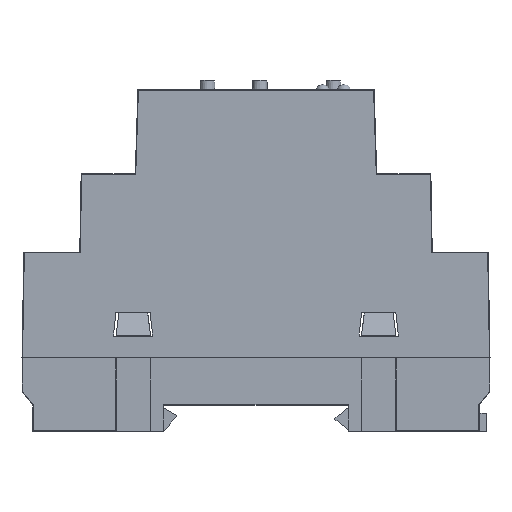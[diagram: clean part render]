
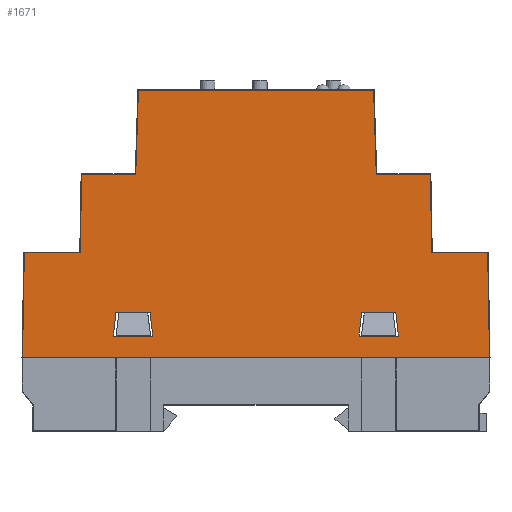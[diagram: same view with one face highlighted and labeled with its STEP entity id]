
A CAD part, left-side view. The second image highlights one B-rep face of the part: STEP entity #1671.
In plain terms, the highlighted planar face has unit normal (-1, 0, 0).
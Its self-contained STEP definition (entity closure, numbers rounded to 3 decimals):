
#1671=ADVANCED_FACE('',(#11034,#11036,#11038),#11040,.T.);
#11034=FACE_BOUND('',#11035,.T.);
#11035=EDGE_LOOP('',(#18590,#18591,#18592,#18593,#18594,#18595,#18596,#18597,#18598,
#18599,#18600,#18601,#18602,#18603));
#11036=FACE_BOUND('',#11037,.T.);
#11037=EDGE_LOOP('',(#18604,#18605,#18606,#18607));
#11038=FACE_BOUND('',#11039,.T.);
#11039=EDGE_LOOP('',(#18608,#18609,#18610,#18611));
#11040=PLANE('',#11041);
#11041=AXIS2_PLACEMENT_3D('',#11042,#11043,#11044);
#11042=CARTESIAN_POINT('',(-52.,44.571,0.));
#11043=DIRECTION('',(-1.,0.,0.));
#11044=DIRECTION('',(0.,-1.,0.));
#18590=ORIENTED_EDGE('',*,*,#24379,.T.);
#18591=ORIENTED_EDGE('',*,*,#24380,.T.);
#18592=ORIENTED_EDGE('',*,*,#24381,.F.);
#18593=ORIENTED_EDGE('',*,*,#24382,.T.);
#18594=ORIENTED_EDGE('',*,*,#24383,.F.);
#18595=ORIENTED_EDGE('',*,*,#24273,.T.);
#18596=ORIENTED_EDGE('',*,*,#24286,.F.);
#18597=ORIENTED_EDGE('',*,*,#24384,.T.);
#18598=ORIENTED_EDGE('',*,*,#24385,.F.);
#18599=ORIENTED_EDGE('',*,*,#24386,.T.);
#18600=ORIENTED_EDGE('',*,*,#24387,.T.);
#18601=ORIENTED_EDGE('',*,*,#24388,.F.);
#18602=ORIENTED_EDGE('',*,*,#24389,.F.);
#18603=ORIENTED_EDGE('',*,*,#24390,.F.);
#18604=ORIENTED_EDGE('',*,*,#24391,.T.);
#18605=ORIENTED_EDGE('',*,*,#24392,.T.);
#18606=ORIENTED_EDGE('',*,*,#24393,.T.);
#18607=ORIENTED_EDGE('',*,*,#24394,.T.);
#18608=ORIENTED_EDGE('',*,*,#24395,.T.);
#18609=ORIENTED_EDGE('',*,*,#24396,.T.);
#18610=ORIENTED_EDGE('',*,*,#24397,.T.);
#18611=ORIENTED_EDGE('',*,*,#24398,.T.);
#24273=EDGE_CURVE('',#26993,#26991,#26994,.T.);
#24286=EDGE_CURVE('',#27014,#26991,#27015,.F.);
#24379=EDGE_CURVE('',#27189,#27190,#27191,.F.);
#24380=EDGE_CURVE('',#27190,#27192,#27193,.T.);
#24381=EDGE_CURVE('',#27194,#27192,#27195,.F.);
#24382=EDGE_CURVE('',#27194,#27196,#27197,.T.);
#24383=EDGE_CURVE('',#26993,#27196,#27198,.F.);
#24384=EDGE_CURVE('',#27014,#27199,#27200,.T.);
#24385=EDGE_CURVE('',#27201,#27199,#27202,.F.);
#24386=EDGE_CURVE('',#27201,#27203,#27204,.T.);
#24387=EDGE_CURVE('',#27203,#27205,#27206,.F.);
#24388=EDGE_CURVE('',#27207,#27205,#27208,.F.);
#24389=EDGE_CURVE('',#27209,#27207,#27210,.T.);
#24390=EDGE_CURVE('',#27189,#27209,#27211,.F.);
#24391=EDGE_CURVE('',#27212,#27213,#27214,.F.);
#24392=EDGE_CURVE('',#27213,#27215,#27216,.F.);
#24393=EDGE_CURVE('',#27215,#27217,#27218,.F.);
#24394=EDGE_CURVE('',#27217,#27212,#27219,.F.);
#24395=EDGE_CURVE('',#27220,#27221,#27222,.F.);
#24396=EDGE_CURVE('',#27221,#27223,#27224,.F.);
#24397=EDGE_CURVE('',#27223,#27225,#27226,.F.);
#24398=EDGE_CURVE('',#27225,#27220,#27227,.F.);
#26991=VERTEX_POINT('',#31543);
#26993=VERTEX_POINT('',#31548);
#26994=LINE('',#31549,#31550);
#27014=VERTEX_POINT('',#31599);
#27015=LINE('',#31600,#31601);
#27189=VERTEX_POINT('',#31980);
#27190=VERTEX_POINT('',#31981);
#27191=LINE('',#31982,#31983);
#27192=VERTEX_POINT('',#31985);
#27193=LINE('',#31986,#31987);
#27194=VERTEX_POINT('',#31989);
#27195=LINE('',#31990,#31991);
#27196=VERTEX_POINT('',#31993);
#27197=LINE('',#31994,#31995);
#27198=LINE('',#31997,#31998);
#27199=VERTEX_POINT('',#32000);
#27200=LINE('',#32001,#32002);
#27201=VERTEX_POINT('',#32004);
#27202=LINE('',#32005,#32006);
#27203=VERTEX_POINT('',#32008);
#27204=LINE('',#32009,#32010);
#27205=VERTEX_POINT('',#32012);
#27206=LINE('',#32013,#32014);
#27207=VERTEX_POINT('',#32016);
#27208=LINE('',#32017,#32018);
#27209=VERTEX_POINT('',#32020);
#27210=LINE('',#32021,#32022);
#27211=LINE('',#32024,#32025);
#27212=VERTEX_POINT('',#32027);
#27213=VERTEX_POINT('',#32028);
#27214=LINE('',#32029,#32030);
#27215=VERTEX_POINT('',#32032);
#27216=LINE('',#32033,#32034);
#27217=VERTEX_POINT('',#32036);
#27218=LINE('',#32037,#32038);
#27219=LINE('',#32040,#32041);
#27220=VERTEX_POINT('',#32043);
#27221=VERTEX_POINT('',#32044);
#27222=LINE('',#32045,#32046);
#27223=VERTEX_POINT('',#32048);
#27224=LINE('',#32049,#32050);
#27225=VERTEX_POINT('',#32052);
#27226=LINE('',#32053,#32054);
#27227=LINE('',#32056,#32057);
#31543=CARTESIAN_POINT('',(-52.,-44.471,0.));
#31548=CARTESIAN_POINT('',(-52.,44.471,0.));
#31549=CARTESIAN_POINT('',(-52.,44.471,0.));
#31550=VECTOR('',#31551,1.);
#31551=DIRECTION('',(0.,-1.,0.));
#31599=CARTESIAN_POINT('',(-52.,-44.124,19.9));
#31600=CARTESIAN_POINT('',(-52.,-44.471,0.));
#31601=VECTOR('',#31602,1.);
#31602=DIRECTION('',(0.,0.017,1.));
#31980=CARTESIAN_POINT('',(-52.,22.9,34.999));
#31981=CARTESIAN_POINT('',(-52.,22.9,34.9));
#31982=CARTESIAN_POINT('',(-52.,22.9,34.9));
#31983=VECTOR('',#31984,1.);
#31984=DIRECTION('',(0.,0.,1.));
#31985=CARTESIAN_POINT('',(-52.,33.211,34.9));
#31986=CARTESIAN_POINT('',(-52.,22.9,34.9));
#31987=VECTOR('',#31988,1.);
#31988=DIRECTION('',(0.,1.,0.));
#31989=CARTESIAN_POINT('',(-52.,33.473,19.9));
#31990=CARTESIAN_POINT('',(-52.,33.211,34.9));
#31991=VECTOR('',#31992,1.);
#31992=DIRECTION('',(0.,0.017,-1.));
#31993=CARTESIAN_POINT('',(-52.,44.124,19.9));
#31994=CARTESIAN_POINT('',(-52.,33.473,19.9));
#31995=VECTOR('',#31996,1.);
#31996=DIRECTION('',(0.,1.,0.));
#31997=CARTESIAN_POINT('',(-52.,44.124,19.9));
#31998=VECTOR('',#31999,1.);
#31999=DIRECTION('',(0.,0.017,-1.));
#32000=CARTESIAN_POINT('',(-52.,-33.473,19.9));
#32001=CARTESIAN_POINT('',(-52.,-44.124,19.9));
#32002=VECTOR('',#32003,1.);
#32003=DIRECTION('',(0.,1.,0.));
#32004=CARTESIAN_POINT('',(-52.,-33.211,34.9));
#32005=CARTESIAN_POINT('',(-52.,-33.473,19.9));
#32006=VECTOR('',#32007,1.);
#32007=DIRECTION('',(0.,0.017,1.));
#32008=CARTESIAN_POINT('',(-52.,-22.9,34.9));
#32009=CARTESIAN_POINT('',(-52.,-33.211,34.9));
#32010=VECTOR('',#32011,1.);
#32011=DIRECTION('',(0.,1.,0.));
#32012=CARTESIAN_POINT('',(-52.,-22.9,34.999));
#32013=CARTESIAN_POINT('',(-52.,-22.9,34.999));
#32014=VECTOR('',#32015,1.);
#32015=DIRECTION('',(0.,0.,-1.));
#32016=CARTESIAN_POINT('',(-52.,-22.403,50.9));
#32017=CARTESIAN_POINT('',(-52.,-22.9,34.999));
#32018=VECTOR('',#32019,1.);
#32019=DIRECTION('',(0.,0.031,1.));
#32020=CARTESIAN_POINT('',(-52.,22.403,50.9));
#32021=CARTESIAN_POINT('',(-52.,22.403,50.9));
#32022=VECTOR('',#32023,1.);
#32023=DIRECTION('',(0.,-1.,0.));
#32024=CARTESIAN_POINT('',(-52.,22.403,50.9));
#32025=VECTOR('',#32026,1.);
#32026=DIRECTION('',(0.,0.031,-1.));
#32027=CARTESIAN_POINT('',(-52.,26.677,8.549));
#32028=CARTESIAN_POINT('',(-52.,20.177,8.549));
#32029=CARTESIAN_POINT('',(-52.,20.177,8.549));
#32030=VECTOR('',#32031,1.);
#32031=DIRECTION('',(0.,1.,0.));
#32032=CARTESIAN_POINT('',(-52.,19.677,4.049));
#32033=CARTESIAN_POINT('',(-52.,19.677,4.049));
#32034=VECTOR('',#32035,1.);
#32035=DIRECTION('',(0.,0.11,0.994));
#32036=CARTESIAN_POINT('',(-52.,27.177,4.049));
#32037=CARTESIAN_POINT('',(-52.,27.177,4.049));
#32038=VECTOR('',#32039,1.);
#32039=DIRECTION('',(0.,-1.,0.));
#32040=CARTESIAN_POINT('',(-52.,26.677,8.549));
#32041=VECTOR('',#32042,1.);
#32042=DIRECTION('',(0.,0.11,-0.994));
#32043=CARTESIAN_POINT('',(-52.,-20.123,8.549));
#32044=CARTESIAN_POINT('',(-52.,-26.623,8.549));
#32045=CARTESIAN_POINT('',(-52.,-26.623,8.549));
#32046=VECTOR('',#32047,1.);
#32047=DIRECTION('',(0.,1.,0.));
#32048=CARTESIAN_POINT('',(-52.,-27.123,4.049));
#32049=CARTESIAN_POINT('',(-52.,-27.123,4.049));
#32050=VECTOR('',#32051,1.);
#32051=DIRECTION('',(0.,0.11,0.994));
#32052=CARTESIAN_POINT('',(-52.,-19.623,4.049));
#32053=CARTESIAN_POINT('',(-52.,-19.623,4.049));
#32054=VECTOR('',#32055,1.);
#32055=DIRECTION('',(0.,-1.,0.));
#32056=CARTESIAN_POINT('',(-52.,-20.123,8.549));
#32057=VECTOR('',#32058,1.);
#32058=DIRECTION('',(0.,0.11,-0.994));
